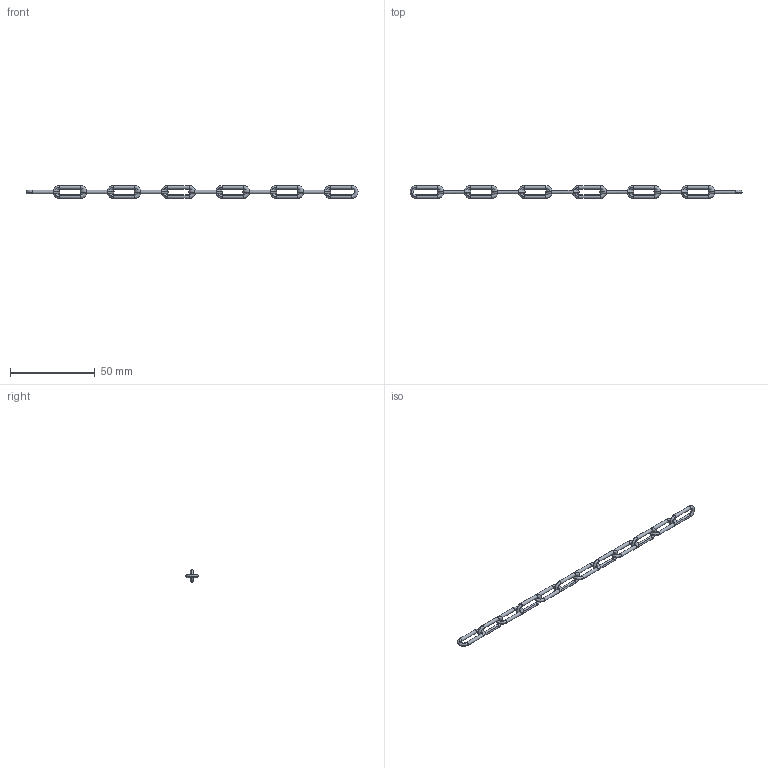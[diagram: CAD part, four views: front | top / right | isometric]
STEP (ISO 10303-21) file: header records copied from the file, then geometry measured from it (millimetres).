
FILE_DESCRIPTION((''),'2;1');
FILE_NAME('','2005-12-14T14:34:31',(''),(''),'','CADfix','');
FILE_SCHEMA(('AUTOMOTIVE_DESIGN'));
Length unit declared in the file: millimetre
Products named in the file (2): chain; TM_103SS_14_11351_36
Assembly tree (12 placements, depth 2):
  TM_103SS_14_11351_36
    chain  x12
Bounding box: 195.98 x 7.5 x 7.5 mm (x, y, z)
Volume: 1599.8 mm3; surface area: 3191 mm2
Topology: 12 solids, 12 shells, 96 faces, 384 edges, 288 vertices
Faces by surface type: bspline 96
Entity records: 637 total; most frequent: CARTESIAN_POINT 330, ORIENTED_EDGE 64, DIRECTION 52, EDGE_CURVE 32, AXIS2_PLACEMENT_3D 26, VERTEX_POINT 24, PRODUCT_DEFINITION_SHAPE 14, NEXT_ASSEMBLY_USAGE_OCCURRENCE 12
